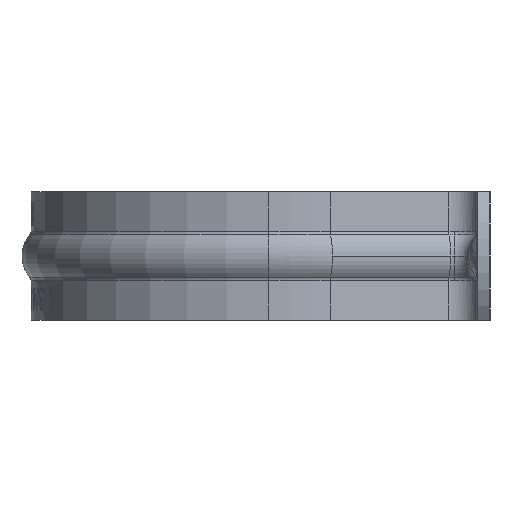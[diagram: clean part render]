
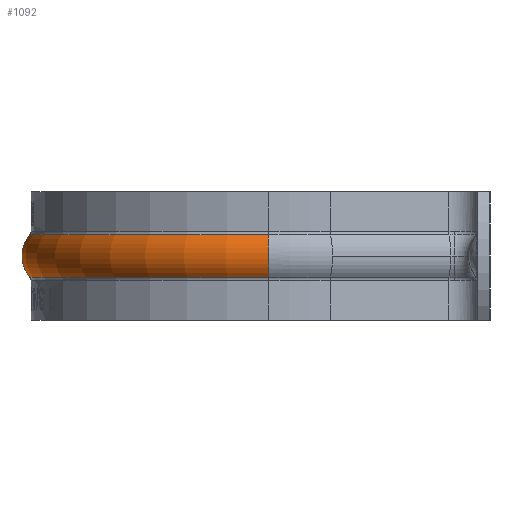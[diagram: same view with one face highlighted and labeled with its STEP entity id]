
A CAD part, left-side view. The second image highlights one B-rep face of the part: STEP entity #1092.
In plain terms, the highlighted toroidal (fillet/blend) face has major radius 21.17 mm and minor radius 3.175 mm.
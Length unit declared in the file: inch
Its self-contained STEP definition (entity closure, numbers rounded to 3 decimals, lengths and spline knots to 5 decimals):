
#64 = AXIS2_PLACEMENT_3D ( 'NONE', #3297, #3417, #1876 ) ;
#73 = CIRCLE ( 'NONE', #6791, 0.92789 ) ;
#574 = ORIENTED_EDGE ( 'NONE', *, *, #18738, .F. ) ;
#909 = CARTESIAN_POINT ( 'NONE',  ( -0.92789, 0., 0.1681 ) ) ;
#1092 = ADVANCED_FACE ( 'NONE', ( #8704 ), #3881, .T. ) ;
#1623 = CARTESIAN_POINT ( 'NONE',  ( 0., 0., 0.25 ) ) ;
#1876 = DIRECTION ( 'NONE',  ( -0.966, -0.259, 0. ) ) ;
#1883 = DIRECTION ( 'NONE',  ( -1., 0., 0. ) ) ;
#2010 = DIRECTION ( 'NONE',  ( -1., 0., 0. ) ) ;
#2302 = ORIENTED_EDGE ( 'NONE', *, *, #18169, .F. ) ;
#3297 = CARTESIAN_POINT ( 'NONE',  ( 0., 0., 0.1681 ) ) ;
#3314 = VERTEX_POINT ( 'NONE', #909 ) ;
#3417 = DIRECTION ( 'NONE',  ( 0., 0., -1. ) ) ;
#3881 = TOROIDAL_SURFACE ( 'NONE', #16836, 0.83346, 0.125 ) ;
#4491 = ORIENTED_EDGE ( 'NONE', *, *, #9444, .T. ) ;
#6016 = DIRECTION ( 'NONE',  ( 0., -1., 0. ) ) ;
#6515 = CARTESIAN_POINT ( 'NONE',  ( 0.83346, 0., 0.25 ) ) ;
#6695 = EDGE_LOOP ( 'NONE', ( #4491, #6843, #574, #2302 ) ) ;
#6791 = AXIS2_PLACEMENT_3D ( 'NONE', #17320, #9935, #11485 ) ;
#6843 = ORIENTED_EDGE ( 'NONE', *, *, #8102, .T. ) ;
#7742 = CARTESIAN_POINT ( 'NONE',  ( -0.92789, 0., 0.3319 ) ) ;
#7909 = DIRECTION ( 'NONE',  ( 0., 1., 0. ) ) ;
#8102 = EDGE_CURVE ( 'NONE', #13563, #14386, #11162, .T. ) ;
#8704 = FACE_OUTER_BOUND ( 'NONE', #6695, .T. ) ;
#9444 = EDGE_CURVE ( 'NONE', #11649, #13563, #73, .T. ) ;
#9935 = DIRECTION ( 'NONE',  ( 0., 0., -1. ) ) ;
#10220 = AXIS2_PLACEMENT_3D ( 'NONE', #6515, #7909, #2010 ) ;
#11162 = CIRCLE ( 'NONE', #10220, 0.125 ) ;
#11485 = DIRECTION ( 'NONE',  ( -0.966, -0.259, 0. ) ) ;
#11649 = VERTEX_POINT ( 'NONE', #7742 ) ;
#12058 = CARTESIAN_POINT ( 'NONE',  ( 0.92789, 0., 0.3319 ) ) ;
#13245 = CARTESIAN_POINT ( 'NONE',  ( 0.92789, 0., 0.1681 ) ) ;
#13366 = DIRECTION ( 'NONE',  ( 0., 0., -1. ) ) ;
#13563 = VERTEX_POINT ( 'NONE', #12058 ) ;
#14386 = VERTEX_POINT ( 'NONE', #13245 ) ;
#15138 = CIRCLE ( 'NONE', #64, 0.92789 ) ;
#15367 = CIRCLE ( 'NONE', #19033, 0.125 ) ;
#16288 = CARTESIAN_POINT ( 'NONE',  ( -0.83346, 0., 0.25 ) ) ;
#16836 = AXIS2_PLACEMENT_3D ( 'NONE', #1623, #17745, #1883 ) ;
#17320 = CARTESIAN_POINT ( 'NONE',  ( 0., 0., 0.3319 ) ) ;
#17745 = DIRECTION ( 'NONE',  ( 0., 0., -1. ) ) ;
#18169 = EDGE_CURVE ( 'NONE', #11649, #3314, #15367, .T. ) ;
#18738 = EDGE_CURVE ( 'NONE', #3314, #14386, #15138, .T. ) ;
#19033 = AXIS2_PLACEMENT_3D ( 'NONE', #16288, #6016, #13366 ) ;
